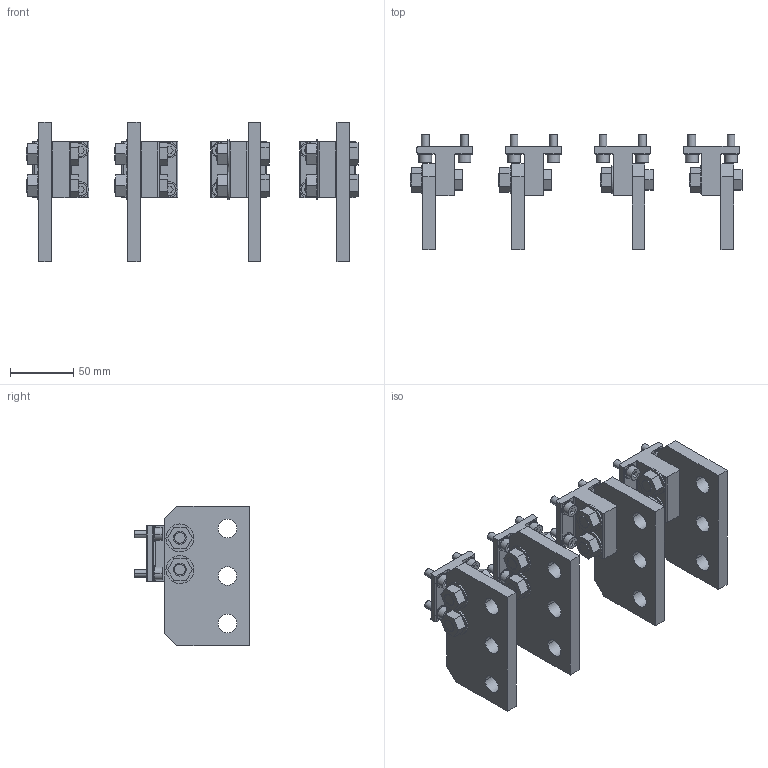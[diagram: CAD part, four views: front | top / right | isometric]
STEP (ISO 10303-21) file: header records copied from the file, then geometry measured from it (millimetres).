
FILE_DESCRIPTION(('CATIA V5 STEP'),'2;1');
FILE_NAME('1SDH001252R0076_1PA_001_00_E1.2_IV_W_TERMINALS_FcCuAl_UPPER.stp','2014-03-07T07:18:37+00:00',('none'),('none'),'CATIA Version 5 Release 20 SP 1 (IN-10)','CATIA V5 STEP AP214','none');
FILE_SCHEMA(('AUTOMOTIVE_DESIGN { 1 0 10303 214 1 1 1 1 }'));
Length unit declared in the file: millimetre
Products named in the file (1): 1SDH001252R0076_1PA_001_00_E1.2_IV_W_TERMINALS_FcCuAl_UPPER
Bounding box: 261.58 x 91 x 110 mm (x, y, z)
Volume: 448178.7 mm3; surface area: 156924.5 mm2
Topology: 64 solids, 64 shells, 728 faces, 1680 edges, 1120 vertices
Faces by surface type: plane 416, cylinder 312
Entity records: 18981 total; most frequent: ORIENTED_EDGE 3360, CARTESIAN_POINT 3164, DIRECTION 2406, EDGE_CURVE 1680, VERTEX_POINT 1120, VECTOR 1056, LINE 1056, AXIS2_PLACEMENT_3D 988
